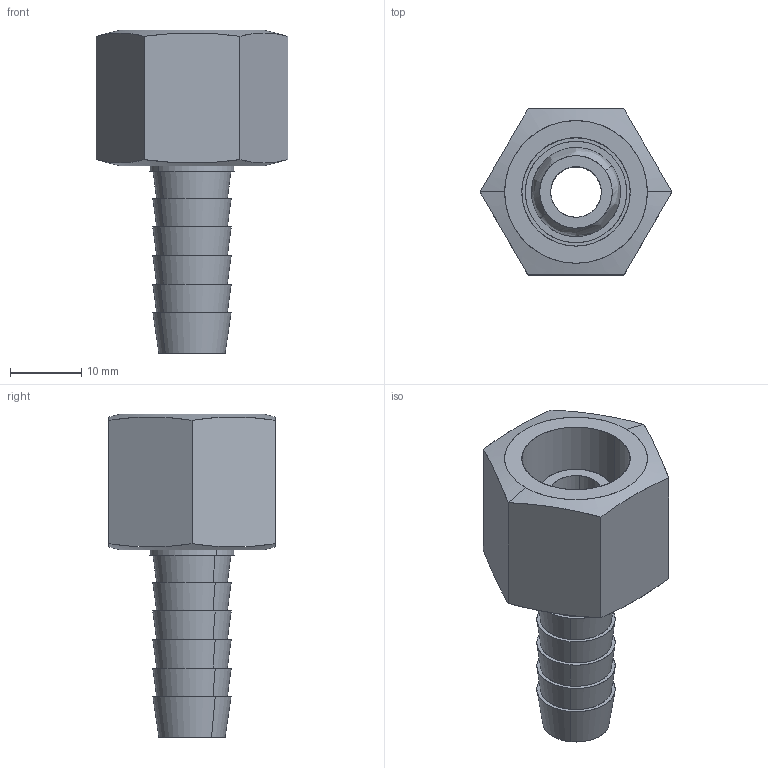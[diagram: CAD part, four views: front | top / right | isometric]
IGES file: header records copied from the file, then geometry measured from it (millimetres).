
Start section: SolidWorks IGES file using analytic representation for surfaces
Global section: file name: NTC HT38RH 3_8 BSPP x 3_8 (9.5mm) hosetail, brass.IGS; native system: SolidWorks 2009; preprocessor: SolidWorks 2009; author: cad; date: 091014.154517; units: millimetre
Bounding box: 26.9 x 23.3 x 45.41 mm (x, y, z)
Surface area: 5550.3 mm2 (no closed solid volume)
Topology: 0 solids, 0 shells, 51 faces, 1112 edges, 1112 vertices
Faces by surface type: revolution 30, bspline 21
